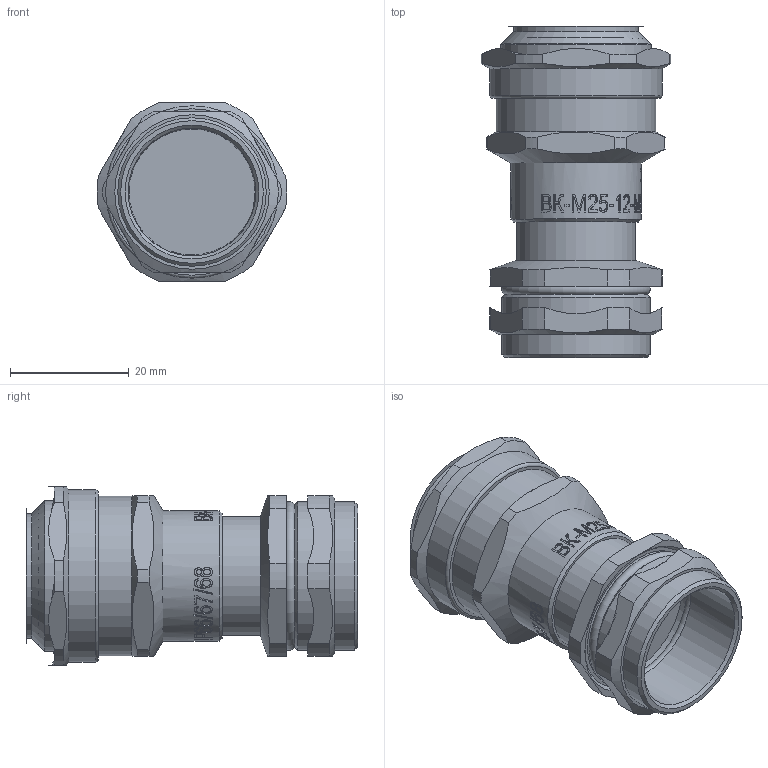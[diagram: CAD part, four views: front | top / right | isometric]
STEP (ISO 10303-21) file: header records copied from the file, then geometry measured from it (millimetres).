
FILE_DESCRIPTION(/* description */ (''),/* implementation_level */ '2;1');
FILE_NAME(/* name */ 'Модель ВК-М25-12-МР15.stp',/* time_stamp */ '2020-07-15T16:12:09+07:00',/* author */ ('Борисов Е'),/* organization */ (''),/* preprocessor_version */ 'ST-DEVELOPER v17',/* originating_system */ 'Autodesk Inventor 2019',/* authorisation */ '');
FILE_SCHEMA (('AUTOMOTIVE_DESIGN { 1 0 10303 214 3 1 1 }'));
Length unit declared in the file: millimetre
Products named in the file (1): Модель ВК-М2
5-12-МР15
Bounding box: 31.95 x 55.72 x 30 mm (x, y, z)
Volume: 19509.6 mm3; surface area: 10959.6 mm2
Topology: 2 solids, 2 shells, 594 faces, 1599 edges, 1071 vertices
Faces by surface type: bspline 275, plane 199, cylinder 92, cone 23, torus 5
Full cylindrical faces by diameter (mm): 14.24 x1, 14.8 x1, 20 x1, 20.94 x1, 21 x2, 21.5 x2, 21.92 x1, 25 x3, 25.4 x1, 26.8 x1, 29 x1
Entity records: 25696 total; most frequent: CARTESIAN_POINT 11822, ORIENTED_EDGE 3198, DIRECTION 1971, EDGE_CURVE 1599, VERTEX_POINT 1071, AXIS2_PLACEMENT_3D 662, EDGE_LOOP 658, LINE 647
